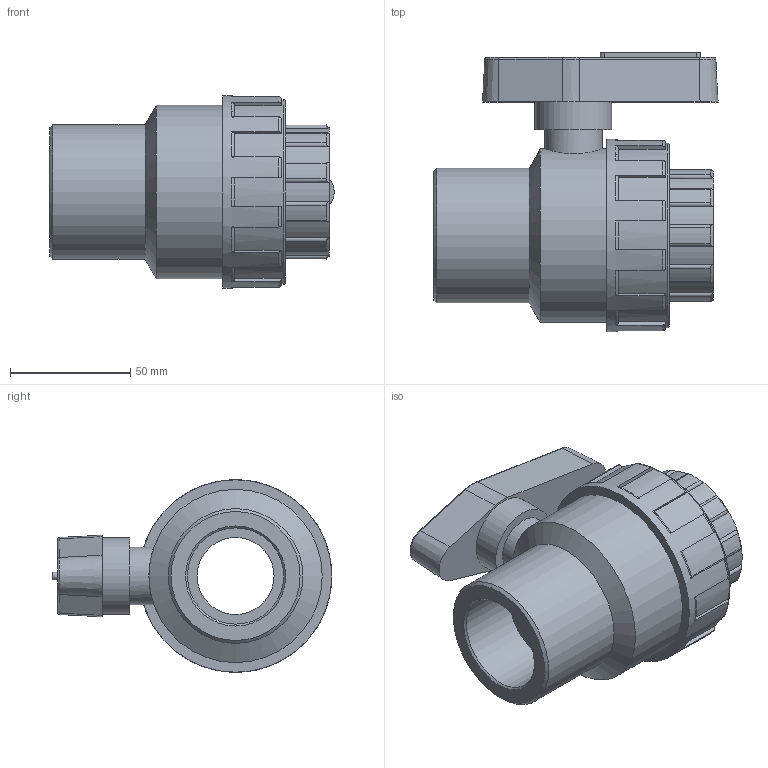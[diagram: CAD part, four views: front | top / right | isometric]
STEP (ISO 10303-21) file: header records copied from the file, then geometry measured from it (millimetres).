
FILE_DESCRIPTION(/* description */ ('PLASSON 1/NUT VALVE CEM. PVC 40'),/* implementation_level */ '2;1');
FILE_NAME(/* name */ '11340040.ipt.stp',/* time_stamp */ '2017-12-07T16:11:04+02:00',/* author */ ('KIM'),/* organization */ (''),/* preprocessor_version */ 'ST-DEVELOPER v15.6',/* originating_system */ 'Autodesk Inventor 2015',/* authorisation */ '');
FILE_SCHEMA (('AUTOMOTIVE_DESIGN { 1 0 10303 214 3 1 1 }'));
Length unit declared in the file: millimetre
Products named in the file (1): 11340040
Bounding box: 118.14 x 116.22 x 80 mm (x, y, z)
Volume: 331381.6 mm3; surface area: 54604.2 mm2
Topology: 1 solids, 1 shells, 166 faces, 439 edges, 282 vertices
Faces by surface type: plane 64, cylinder 55, torus 29, cone 18
Full cylindrical faces by diameter (mm): 24 x1, 32 x2, 40 x2, 56 x1, 72 x1, 76.8 x1, 80 x1
Entity records: 5618 total; most frequent: CARTESIAN_POINT 1546, DIRECTION 868, ORIENTED_EDGE 836, EDGE_CURVE 418, AXIS2_PLACEMENT_3D 352, VERTEX_POINT 276, EDGE_LOOP 190, CIRCLE 185
